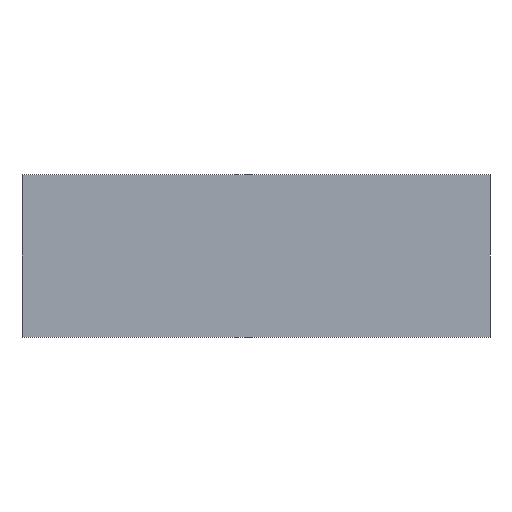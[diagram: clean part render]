
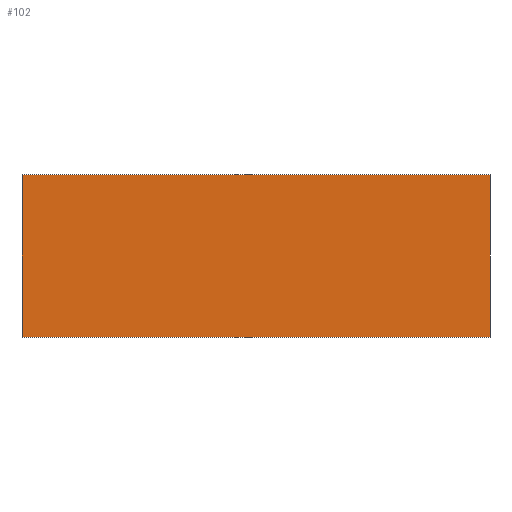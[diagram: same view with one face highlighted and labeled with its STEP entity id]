
A CAD part, front view. The second image highlights one B-rep face of the part: STEP entity #102.
In plain terms, the highlighted planar face has unit normal (0, -1, 0).
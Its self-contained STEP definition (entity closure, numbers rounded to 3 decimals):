
#3 = LINE ( 'NONE', #186, #83 ) ;
#6 = VERTEX_POINT ( 'NONE', #197 ) ;
#19 = EDGE_CURVE ( 'NONE', #160, #6, #104, .T. ) ;
#22 = VECTOR ( 'NONE', #87, 1000. ) ;
#23 = LINE ( 'NONE', #59, #22 ) ;
#27 = VERTEX_POINT ( 'NONE', #169 ) ;
#30 = CARTESIAN_POINT ( 'NONE',  ( 106.52, 0., -23.232 ) ) ;
#33 = FACE_OUTER_BOUND ( 'NONE', #150, .T. ) ;
#36 = EDGE_CURVE ( 'NONE', #27, #105, #23, .T. ) ;
#54 = ORIENTED_EDGE ( 'NONE', *, *, #36, .F. ) ;
#56 = DIRECTION ( 'NONE',  ( 0., 0., 1. ) ) ;
#59 = CARTESIAN_POINT ( 'NONE',  ( 106.52, 0., -23.232 ) ) ;
#81 = DIRECTION ( 'NONE',  ( 0., 0., 1. ) ) ;
#83 = VECTOR ( 'NONE', #185, 1000. ) ;
#86 = EDGE_CURVE ( 'NONE', #105, #160, #146, .T. ) ;
#87 = DIRECTION ( 'NONE',  ( -1., 0., 0. ) ) ;
#102 = ADVANCED_FACE ( 'NONE', ( #33 ), #111, .F. ) ;
#104 = LINE ( 'NONE', #130, #110 ) ;
#105 = VERTEX_POINT ( 'NONE', #30 ) ;
#110 = VECTOR ( 'NONE', #198, 1000. ) ;
#111 = PLANE ( 'NONE',  #127 ) ;
#127 = AXIS2_PLACEMENT_3D ( 'NONE', #184, #175, #81 ) ;
#130 = CARTESIAN_POINT ( 'NONE',  ( 106.52, 0., -15.232 ) ) ;
#132 = ORIENTED_EDGE ( 'NONE', *, *, #19, .F. ) ;
#146 = LINE ( 'NONE', #195, #187 ) ;
#150 = EDGE_LOOP ( 'NONE', ( #167, #54, #180, #132 ) ) ;
#158 = EDGE_CURVE ( 'NONE', #6, #27, #3, .T. ) ;
#160 = VERTEX_POINT ( 'NONE', #176 ) ;
#167 = ORIENTED_EDGE ( 'NONE', *, *, #86, .F. ) ;
#169 = CARTESIAN_POINT ( 'NONE',  ( 129.52, 0., -23.232 ) ) ;
#175 = DIRECTION ( 'NONE',  ( 0., 1., 0. ) ) ;
#176 = CARTESIAN_POINT ( 'NONE',  ( 106.52, 0., -15.232 ) ) ;
#180 = ORIENTED_EDGE ( 'NONE', *, *, #158, .F. ) ;
#184 = CARTESIAN_POINT ( 'NONE',  ( 0., 0., 0. ) ) ;
#185 = DIRECTION ( 'NONE',  ( 0., 0., -1. ) ) ;
#186 = CARTESIAN_POINT ( 'NONE',  ( 129.52, 0., -23.232 ) ) ;
#187 = VECTOR ( 'NONE', #56, 1000. ) ;
#195 = CARTESIAN_POINT ( 'NONE',  ( 106.52, 0., -23.232 ) ) ;
#197 = CARTESIAN_POINT ( 'NONE',  ( 129.52, 0., -15.232 ) ) ;
#198 = DIRECTION ( 'NONE',  ( 1., 0., 0. ) ) ;
